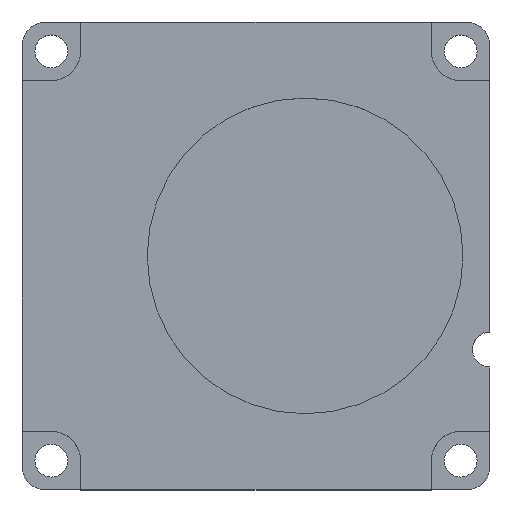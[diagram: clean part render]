
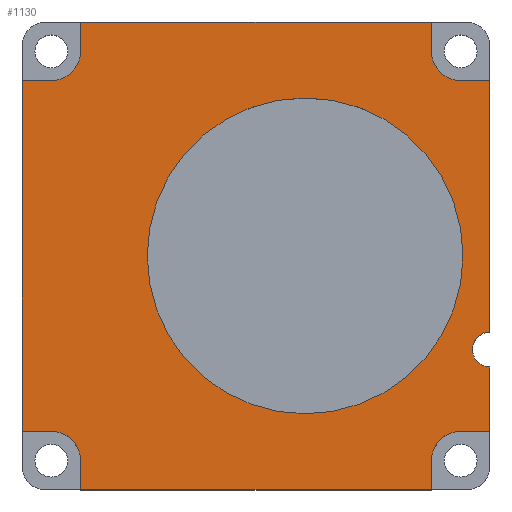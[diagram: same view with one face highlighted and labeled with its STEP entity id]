
A CAD part, top view. The second image highlights one B-rep face of the part: STEP entity #1130.
In plain terms, the highlighted planar face has unit normal (0, 0, 1).
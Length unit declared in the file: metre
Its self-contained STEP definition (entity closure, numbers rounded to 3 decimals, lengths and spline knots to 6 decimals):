
#87=LINE('',#1735,#207);
#91=LINE('',#1744,#211);
#97=LINE('',#1761,#217);
#101=LINE('',#1770,#221);
#107=LINE('',#1787,#227);
#111=LINE('',#1796,#231);
#117=LINE('',#1813,#237);
#121=LINE('',#1822,#241);
#144=LINE('',#1876,#264);
#145=LINE('',#1880,#265);
#146=LINE('',#1881,#266);
#147=LINE('',#1882,#267);
#148=LINE('',#1883,#268);
#207=VECTOR('',#1404,1.);
#211=VECTOR('',#1410,1.);
#217=VECTOR('',#1428,1.);
#221=VECTOR('',#1434,1.);
#227=VECTOR('',#1452,1.);
#231=VECTOR('',#1458,1.);
#237=VECTOR('',#1476,1.);
#241=VECTOR('',#1482,1.);
#264=VECTOR('',#1537,1.);
#265=VECTOR('',#1540,1.);
#266=VECTOR('',#1541,1.);
#267=VECTOR('',#1542,1.);
#268=VECTOR('',#1543,1.);
#493=ORIENTED_EDGE('',*,*,#739,.T.);
#494=ORIENTED_EDGE('',*,*,#740,.F.);
#495=ORIENTED_EDGE('',*,*,#741,.T.);
#496=ORIENTED_EDGE('',*,*,#680,.F.);
#497=ORIENTED_EDGE('',*,*,#688,.F.);
#498=ORIENTED_EDGE('',*,*,#684,.F.);
#499=ORIENTED_EDGE('',*,*,#742,.T.);
#500=ORIENTED_EDGE('',*,*,#667,.F.);
#501=ORIENTED_EDGE('',*,*,#675,.F.);
#502=ORIENTED_EDGE('',*,*,#671,.F.);
#503=ORIENTED_EDGE('',*,*,#743,.T.);
#504=ORIENTED_EDGE('',*,*,#706,.F.);
#505=ORIENTED_EDGE('',*,*,#714,.F.);
#506=ORIENTED_EDGE('',*,*,#710,.F.);
#507=ORIENTED_EDGE('',*,*,#744,.T.);
#508=ORIENTED_EDGE('',*,*,#693,.F.);
#509=ORIENTED_EDGE('',*,*,#701,.F.);
#510=ORIENTED_EDGE('',*,*,#697,.F.);
#511=ORIENTED_EDGE('',*,*,#745,.F.);
#667=EDGE_CURVE('',#808,#809,#87,.T.);
#671=EDGE_CURVE('',#812,#813,#91,.T.);
#675=EDGE_CURVE('',#813,#808,#879,.T.);
#680=EDGE_CURVE('',#817,#818,#97,.T.);
#684=EDGE_CURVE('',#821,#822,#101,.T.);
#688=EDGE_CURVE('',#822,#817,#882,.T.);
#693=EDGE_CURVE('',#826,#827,#107,.T.);
#697=EDGE_CURVE('',#830,#831,#111,.T.);
#701=EDGE_CURVE('',#831,#826,#885,.T.);
#706=EDGE_CURVE('',#835,#836,#117,.T.);
#710=EDGE_CURVE('',#839,#840,#121,.T.);
#714=EDGE_CURVE('',#840,#835,#888,.T.);
#739=EDGE_CURVE('',#830,#854,#144,.T.);
#740=EDGE_CURVE('',#855,#854,#894,.T.);
#741=EDGE_CURVE('',#855,#818,#145,.T.);
#742=EDGE_CURVE('',#821,#809,#146,.T.);
#743=EDGE_CURVE('',#812,#836,#147,.T.);
#744=EDGE_CURVE('',#839,#827,#148,.T.);
#745=EDGE_CURVE('',#856,#856,#895,.T.);
#808=VERTEX_POINT('',#1736);
#809=VERTEX_POINT('',#1737);
#812=VERTEX_POINT('',#1745);
#813=VERTEX_POINT('',#1746);
#817=VERTEX_POINT('',#1762);
#818=VERTEX_POINT('',#1763);
#821=VERTEX_POINT('',#1771);
#822=VERTEX_POINT('',#1772);
#826=VERTEX_POINT('',#1788);
#827=VERTEX_POINT('',#1789);
#830=VERTEX_POINT('',#1797);
#831=VERTEX_POINT('',#1798);
#835=VERTEX_POINT('',#1814);
#836=VERTEX_POINT('',#1815);
#839=VERTEX_POINT('',#1823);
#840=VERTEX_POINT('',#1824);
#854=VERTEX_POINT('',#1877);
#855=VERTEX_POINT('',#1879);
#856=VERTEX_POINT('',#1885);
#879=CIRCLE('',#1204,0.0025);
#882=CIRCLE('',#1211,0.0025);
#885=CIRCLE('',#1218,0.0025);
#888=CIRCLE('',#1225,0.0025);
#894=CIRCLE('',#1240,0.0015);
#895=CIRCLE('',#1241,0.0135);
#950=EDGE_LOOP('',(#493,#494,#495,#496,#497,#498,#499,#500,#501,#502,#503,
#504,#505,#506,#507,#508,#509,#510));
#951=EDGE_LOOP('',(#511));
#1024=FACE_BOUND('',#950,.T.);
#1025=FACE_BOUND('',#951,.T.);
#1078=PLANE('',#1239);
#1130=ADVANCED_FACE('',(#1024,#1025),#1078,.F.);
#1204=AXIS2_PLACEMENT_3D('',#1753,#1416,#1417);
#1211=AXIS2_PLACEMENT_3D('',#1779,#1440,#1441);
#1218=AXIS2_PLACEMENT_3D('',#1805,#1464,#1465);
#1225=AXIS2_PLACEMENT_3D('',#1831,#1488,#1489);
#1239=AXIS2_PLACEMENT_3D('',#1875,#1535,#1536);
#1240=AXIS2_PLACEMENT_3D('',#1878,#1538,#1539);
#1241=AXIS2_PLACEMENT_3D('',#1884,#1544,#1545);
#1404=DIRECTION('',(0.,1.,0.));
#1410=DIRECTION('',(1.,0.,0.));
#1416=DIRECTION('',(0.,0.,1.));
#1417=DIRECTION('',(1.,0.,0.));
#1428=DIRECTION('',(1.,0.,0.));
#1434=DIRECTION('',(0.,-1.,0.));
#1440=DIRECTION('',(0.,0.,1.));
#1441=DIRECTION('',(-1.,0.,0.));
#1452=DIRECTION('',(0.,-1.,0.));
#1458=DIRECTION('',(-1.,0.,0.));
#1464=DIRECTION('',(0.,0.,1.));
#1465=DIRECTION('',(1.,0.,0.));
#1476=DIRECTION('',(-1.,0.,0.));
#1482=DIRECTION('',(0.,1.,0.));
#1488=DIRECTION('',(0.,0.,1.));
#1489=DIRECTION('',(-1.,0.,0.));
#1535=DIRECTION('',(0.,0.,-1.));
#1536=DIRECTION('',(-1.,0.,0.));
#1537=DIRECTION('',(0.,1.,0.));
#1538=DIRECTION('',(0.,0.,1.));
#1539=DIRECTION('',(1.,0.,0.));
#1540=DIRECTION('',(0.,1.,0.));
#1541=DIRECTION('',(-1.,0.,0.));
#1542=DIRECTION('',(0.,-1.,0.));
#1543=DIRECTION('',(1.,0.,0.));
#1544=DIRECTION('',(0.,0.,1.));
#1545=DIRECTION('',(1.,0.,0.));
#1735=CARTESIAN_POINT('',(0.005,0.,0.01));
#1736=CARTESIAN_POINT('',(0.005,0.0375,0.01));
#1737=CARTESIAN_POINT('',(0.005,0.04,0.01));
#1744=CARTESIAN_POINT('',(0.0375,0.035,0.01));
#1745=CARTESIAN_POINT('',(0.,0.035,0.01));
#1746=CARTESIAN_POINT('',(0.0025,0.035,0.01));
#1753=CARTESIAN_POINT('',(0.0025,0.0375,0.01));
#1761=CARTESIAN_POINT('',(0.0375,0.035,0.01));
#1762=CARTESIAN_POINT('',(0.0375,0.035,0.01));
#1763=CARTESIAN_POINT('',(0.04,0.035,0.01));
#1770=CARTESIAN_POINT('',(0.035,0.,0.01));
#1771=CARTESIAN_POINT('',(0.035,0.04,0.01));
#1772=CARTESIAN_POINT('',(0.035,0.0375,0.01));
#1779=CARTESIAN_POINT('',(0.0375,0.0375,0.01));
#1787=CARTESIAN_POINT('',(0.035,0.,0.01));
#1788=CARTESIAN_POINT('',(0.035,0.0025,0.01));
#1789=CARTESIAN_POINT('',(0.035,0.,0.01));
#1796=CARTESIAN_POINT('',(0.,0.005,0.01));
#1797=CARTESIAN_POINT('',(0.04,0.005,0.01));
#1798=CARTESIAN_POINT('',(0.0375,0.005,0.01));
#1805=CARTESIAN_POINT('',(0.0375,0.0025,0.01));
#1813=CARTESIAN_POINT('',(0.,0.005,0.01));
#1814=CARTESIAN_POINT('',(0.0025,0.005,0.01));
#1815=CARTESIAN_POINT('',(0.,0.005,0.01));
#1822=CARTESIAN_POINT('',(0.005,0.,0.01));
#1823=CARTESIAN_POINT('',(0.005,0.,0.01));
#1824=CARTESIAN_POINT('',(0.005,0.0025,0.01));
#1831=CARTESIAN_POINT('',(0.0025,0.0025,0.01));
#1875=CARTESIAN_POINT('',(0.,0.,0.01));
#1876=CARTESIAN_POINT('',(0.04,0.,0.01));
#1877=CARTESIAN_POINT('',(0.04,0.0105,0.01));
#1878=CARTESIAN_POINT('',(0.04,0.012,0.01));
#1879=CARTESIAN_POINT('',(0.04,0.0135,0.01));
#1880=CARTESIAN_POINT('',(0.04,0.,0.01));
#1881=CARTESIAN_POINT('',(0.,0.04,0.01));
#1882=CARTESIAN_POINT('',(0.,0.,0.01));
#1883=CARTESIAN_POINT('',(0.,0.,0.01));
#1884=CARTESIAN_POINT('',(0.0242,0.02,0.01));
#1885=CARTESIAN_POINT('',(0.0377,0.02,0.01));
